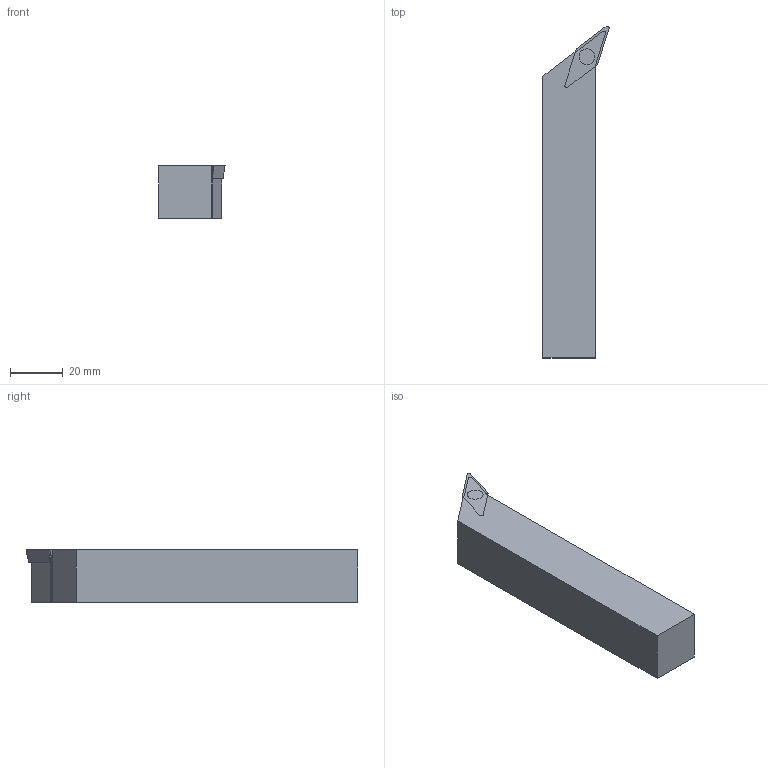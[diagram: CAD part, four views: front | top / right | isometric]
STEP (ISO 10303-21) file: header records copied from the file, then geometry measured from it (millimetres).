
FILE_DESCRIPTION(/* description */ (''),/* implementation_level */ '2;1');
FILE_NAME(/* name */ 'SVHCL2020K16MA_SIM.stp',/* time_stamp */ '2021-08-26T10:16:30+02:00',/* author */ (''),/* organization */ (''),/* preprocessor_version */ 'ST-DEVELOPER v16.7',/* originating_system */ 'SIEMENS PLM Software NX 12.0',/* authorisation */ '');
FILE_SCHEMA (('AUTOMOTIVE_DESIGN { 1 0 10303 214 3 1 1 1 }'));
Length unit declared in the file: millimetre
Products named in the file (1): krab962C9A89fmna
Bounding box: 25.18 x 126.31 x 20 mm (x, y, z)
Volume: 46808.6 mm3; surface area: 10841.2 mm2
Topology: 2 solids, 2 shells, 25 faces, 62 edges, 41 vertices
Faces by surface type: plane 15, cylinder 5, bspline 4, torus 1
Full cylindrical faces by diameter (mm): 4.4 x1, 6 x1
Entity records: 1020 total; most frequent: CARTESIAN_POINT 444, ORIENTED_EDGE 116, DIRECTION 96, EDGE_CURVE 58, VERTEX_POINT 40, LINE 32, VECTOR 32, AXIS2_PLACEMENT_3D 32
